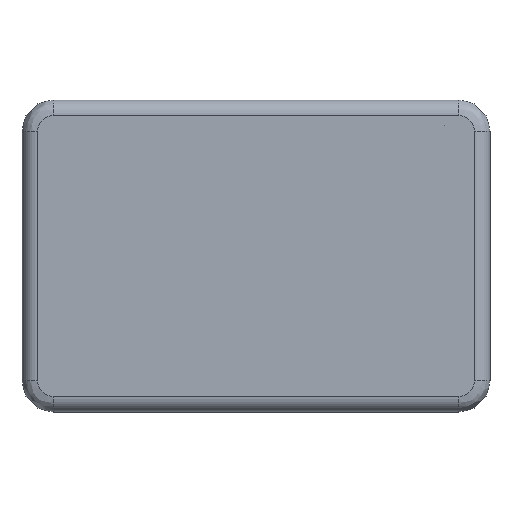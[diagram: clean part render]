
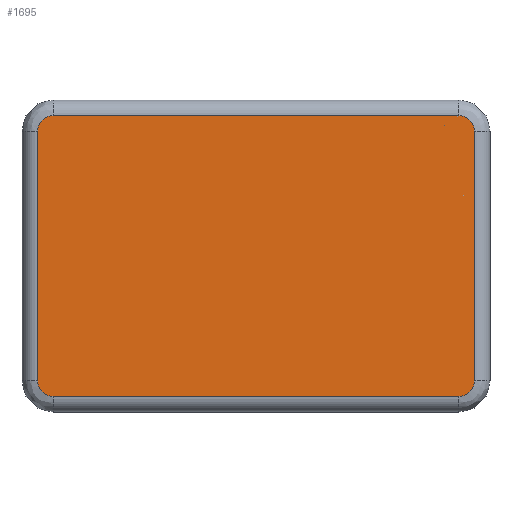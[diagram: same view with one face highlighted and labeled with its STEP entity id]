
A CAD part, front view. The second image highlights one B-rep face of the part: STEP entity #1695.
In plain terms, the highlighted planar face has unit normal (0, -1, 0).
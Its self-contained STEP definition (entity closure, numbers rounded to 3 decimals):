
#1=CARTESIAN_POINT('',(-65.,0.,40.));
#2=DIRECTION('',(0.,-1.,0.));
#3=DIRECTION('',(0.,0.,1.));
#4=AXIS2_PLACEMENT_3D('',#1,#2,#3);
#6=DIRECTION('',(-1.,0.,0.));
#7=VECTOR('',#6,130.);
#8=CARTESIAN_POINT('',(65.,0.,45.));
#9=LINE('',#8,#7);
#10=CARTESIAN_POINT('',(65.,0.,40.));
#11=DIRECTION('',(0.,-1.,0.));
#12=DIRECTION('',(1.,0.,0.));
#13=AXIS2_PLACEMENT_3D('',#10,#11,#12);
#15=DIRECTION('',(0.,0.,1.));
#16=VECTOR('',#15,80.);
#17=CARTESIAN_POINT('',(70.,0.,-40.));
#18=LINE('',#17,#16);
#19=CARTESIAN_POINT('',(65.,0.,-40.));
#20=DIRECTION('',(0.,-1.,0.));
#21=DIRECTION('',(0.,0.,-1.));
#22=AXIS2_PLACEMENT_3D('',#19,#20,#21);
#24=DIRECTION('',(1.,0.,0.));
#25=VECTOR('',#24,130.);
#26=CARTESIAN_POINT('',(-65.,0.,-45.));
#27=LINE('',#26,#25);
#28=CARTESIAN_POINT('',(-65.,0.,-40.));
#29=DIRECTION('',(0.,-1.,0.));
#30=DIRECTION('',(-1.,0.,0.));
#31=AXIS2_PLACEMENT_3D('',#28,#29,#30);
#33=DIRECTION('',(0.,0.,-1.));
#34=VECTOR('',#33,80.);
#35=CARTESIAN_POINT('',(-70.,0.,40.));
#36=LINE('',#35,#34);
#1335=CARTESIAN_POINT('',(-65.,0.,45.));
#1336=CARTESIAN_POINT('',(-70.,0.,40.));
#1337=VERTEX_POINT('',#1335);
#1338=VERTEX_POINT('',#1336);
#1339=CARTESIAN_POINT('',(65.,0.,45.));
#1340=VERTEX_POINT('',#1339);
#1341=CARTESIAN_POINT('',(70.,0.,40.));
#1342=VERTEX_POINT('',#1341);
#1343=CARTESIAN_POINT('',(70.,0.,-40.));
#1344=VERTEX_POINT('',#1343);
#1345=CARTESIAN_POINT('',(65.,0.,-45.));
#1346=VERTEX_POINT('',#1345);
#1351=CARTESIAN_POINT('',(-65.,0.,-45.));
#1352=VERTEX_POINT('',#1351);
#1355=CARTESIAN_POINT('',(-70.,0.,-40.));
#1356=VERTEX_POINT('',#1355);
#1672=CARTESIAN_POINT('',(0.,0.,0.));
#1673=DIRECTION('',(0.,1.,0.));
#1674=DIRECTION('',(0.,0.,1.));
#1675=AXIS2_PLACEMENT_3D('',#1672,#1673,#1674);
#1676=PLANE('',#1675);
#1678=ORIENTED_EDGE('',*,*,#1677,.F.);
#1680=ORIENTED_EDGE('',*,*,#1679,.F.);
#1682=ORIENTED_EDGE('',*,*,#1681,.F.);
#1684=ORIENTED_EDGE('',*,*,#1683,.F.);
#1686=ORIENTED_EDGE('',*,*,#1685,.F.);
#1688=ORIENTED_EDGE('',*,*,#1687,.F.);
#1690=ORIENTED_EDGE('',*,*,#1689,.F.);
#1692=ORIENTED_EDGE('',*,*,#1691,.F.);
#1693=EDGE_LOOP('',(#1678,#1680,#1682,#1684,#1686,#1688,#1690,#1692));
#1694=FACE_OUTER_BOUND('',#1693,.F.);
#1695=ADVANCED_FACE('',(#1694),#1676,.F.);
#5=CIRCLE('',#4,5.);
#14=CIRCLE('',#13,5.);
#23=CIRCLE('',#22,5.);
#32=CIRCLE('',#31,5.);
#1677=EDGE_CURVE('',#1337,#1338,#5,.T.);
#1679=EDGE_CURVE('',#1340,#1337,#9,.T.);
#1681=EDGE_CURVE('',#1342,#1340,#14,.T.);
#1683=EDGE_CURVE('',#1344,#1342,#18,.T.);
#1685=EDGE_CURVE('',#1346,#1344,#23,.T.);
#1687=EDGE_CURVE('',#1352,#1346,#27,.T.);
#1689=EDGE_CURVE('',#1356,#1352,#32,.T.);
#1691=EDGE_CURVE('',#1338,#1356,#36,.T.);
